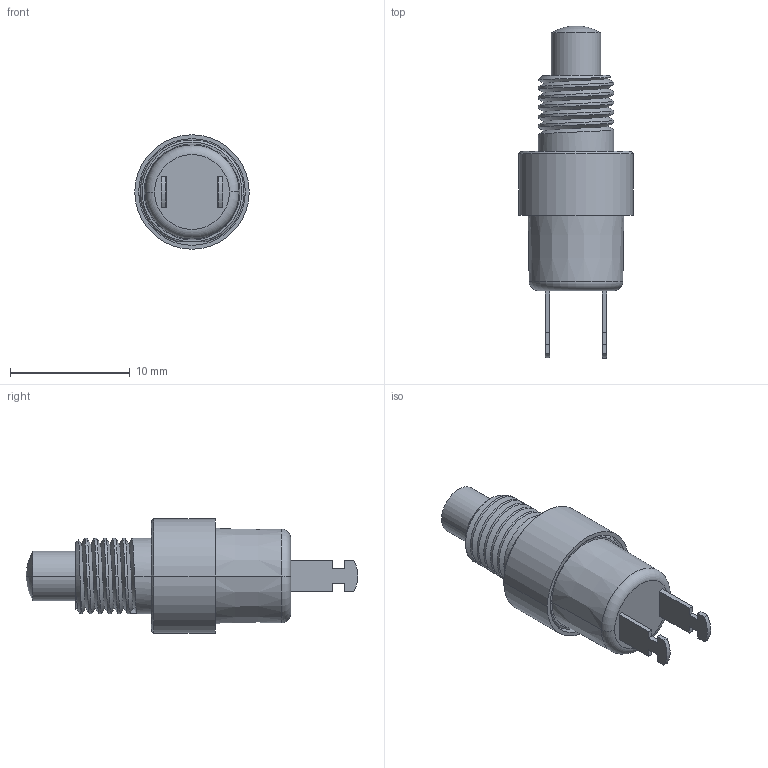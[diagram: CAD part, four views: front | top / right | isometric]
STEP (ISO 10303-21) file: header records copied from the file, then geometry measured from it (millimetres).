
FILE_DESCRIPTION((''),'2;1');
FILE_NAME('30-37_SW0001','2015-02-04T',('gdreher'),(''),'PRO/ENGINEER BY PARAMETRIC TECHNOLOGY CORPORATION, 2011490','PRO/ENGINEER BY PARAMETRIC TECHNOLOGY CORPORATION, 2011490','');
FILE_SCHEMA(('CONFIG_CONTROL_DESIGN'));
Length unit declared in the file: inch
Products named in the file (1): 30-37_SW0001
Bounding box: 9.58 x 27.75 x 9.58 mm (x, y, z)
Surface area: 946.4 mm2 (no closed solid volume)
Topology: 0 solids, 5 shells, 66 faces, 197 edges, 138 vertices
Faces by surface type: plane 32, cylinder 19, cone 6, bspline 4, torus 3, sphere 2
Entity records: 3773 total; most frequent: CARTESIAN_POINT 2018, ORIENTED_EDGE 348, DIRECTION 325, EDGE_CURVE 195, VERTEX_POINT 138, VECTOR 123, LINE 123, AXIS2_PLACEMENT_3D 101
